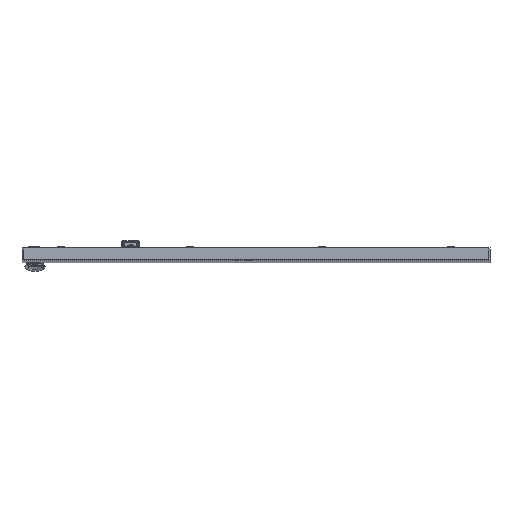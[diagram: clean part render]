
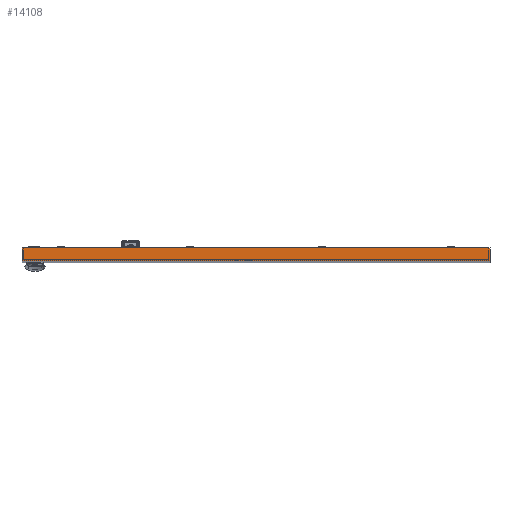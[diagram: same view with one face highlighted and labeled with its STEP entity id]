
A CAD part, top view. The second image highlights one B-rep face of the part: STEP entity #14108.
In plain terms, the highlighted planar face has unit normal (0, 0, 1).
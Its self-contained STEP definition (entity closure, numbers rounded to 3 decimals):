
#1153 = VECTOR ( 'NONE', #30174, 39.37 ) ;
#11529 = EDGE_LOOP ( 'NONE', ( #25338, #58475, #102847, #62440 ) ) ;
#14108 = ADVANCED_FACE ( 'NONE', ( #103576 ), #42722, .F. ) ;
#25338 = ORIENTED_EDGE ( 'NONE', *, *, #87468, .F. ) ;
#25659 = DIRECTION ( 'NONE',  ( 0., 1., 0. ) ) ;
#30174 = DIRECTION ( 'NONE',  ( 0., 1., 0. ) ) ;
#35387 = DIRECTION ( 'NONE',  ( 0., -1., 0. ) ) ;
#35643 = VECTOR ( 'NONE', #35387, 39.37 ) ;
#39451 = VERTEX_POINT ( 'NONE', #53816 ) ;
#41935 = CARTESIAN_POINT ( 'NONE',  ( 15.61, 0.787, 35.118 ) ) ;
#42722 = PLANE ( 'NONE',  #98435 ) ;
#43911 = CARTESIAN_POINT ( 'NONE',  ( -108.838, 0.787, 35.118 ) ) ;
#50160 = DIRECTION ( 'NONE',  ( 0., 0., -1. ) ) ;
#51887 = CARTESIAN_POINT ( 'NONE',  ( -15.61, -0.079, 35.118 ) ) ;
#52719 = EDGE_CURVE ( 'NONE', #97421, #90506, #56344, .T. ) ;
#52796 = CARTESIAN_POINT ( 'NONE',  ( -15.61, 0.787, 35.118 ) ) ;
#53816 = CARTESIAN_POINT ( 'NONE',  ( -15.61, -0.079, 35.118 ) ) ;
#56344 = LINE ( 'NONE', #64311, #1153 ) ;
#57842 = EDGE_CURVE ( 'NONE', #39451, #97421, #73767, .T. ) ;
#58475 = ORIENTED_EDGE ( 'NONE', *, *, #93190, .T. ) ;
#62440 = ORIENTED_EDGE ( 'NONE', *, *, #52719, .T. ) ;
#64311 = CARTESIAN_POINT ( 'NONE',  ( 15.61, -0.079, 35.118 ) ) ;
#73767 = LINE ( 'NONE', #90828, #81570 ) ;
#75554 = VERTEX_POINT ( 'NONE', #52796 ) ;
#78044 = LINE ( 'NONE', #51887, #35643 ) ;
#81570 = VECTOR ( 'NONE', #108470, 39.37 ) ;
#83819 = VECTOR ( 'NONE', #105301, 39.37 ) ;
#87468 = EDGE_CURVE ( 'NONE', #75554, #90506, #104209, .T. ) ;
#90506 = VERTEX_POINT ( 'NONE', #41935 ) ;
#90828 = CARTESIAN_POINT ( 'NONE',  ( 0., -0.079, 35.118 ) ) ;
#93190 = EDGE_CURVE ( 'NONE', #75554, #39451, #78044, .T. ) ;
#95056 = CARTESIAN_POINT ( 'NONE',  ( -108.838, -0.079, 35.118 ) ) ;
#97421 = VERTEX_POINT ( 'NONE', #98862 ) ;
#98435 = AXIS2_PLACEMENT_3D ( 'NONE', #95056, #50160, #25659 ) ;
#98862 = CARTESIAN_POINT ( 'NONE',  ( 15.61, -0.079, 35.118 ) ) ;
#102847 = ORIENTED_EDGE ( 'NONE', *, *, #57842, .T. ) ;
#103576 = FACE_OUTER_BOUND ( 'NONE', #11529, .T. ) ;
#104209 = LINE ( 'NONE', #43911, #83819 ) ;
#105301 = DIRECTION ( 'NONE',  ( 1., 0., 0. ) ) ;
#108470 = DIRECTION ( 'NONE',  ( 1., 0., 0. ) ) ;
